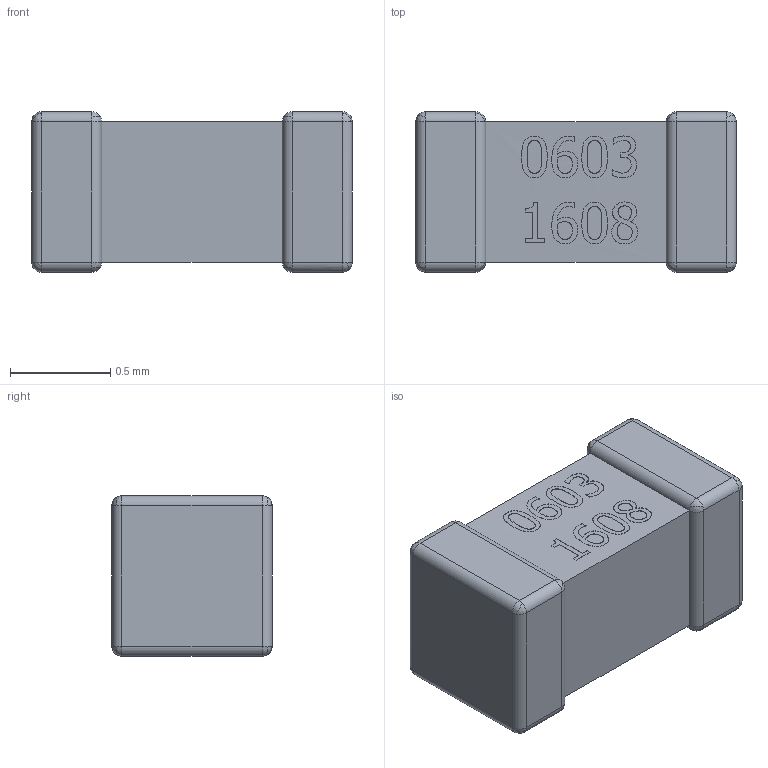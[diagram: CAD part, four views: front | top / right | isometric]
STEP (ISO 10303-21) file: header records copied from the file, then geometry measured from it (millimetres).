
FILE_DESCRIPTION(('FreeCAD Model'),'2;1');
FILE_NAME( 'C0603.step', '2015-12-17T22:34:10',('Author'),(''), 'Open CASCADE STEP processor 6.8','FreeCAD','Unknown');
FILE_SCHEMA(('AUTOMOTIVE_DESIGN_CC2 { 1 2 10303 214 -1 1 5 4 }'));
Length unit declared in the file: millimetre
Products named in the file (2): ASSEMBLY; User_Library-CapCeramic_Kemet_0603_1608
Assembly tree (1 placements, depth 2):
  ASSEMBLY
    User_Library-CapCeramic_Kemet_0603_1608
Bounding box: 1.6 x 0.8 x 0.8 mm (x, y, z)
Volume: 0.9 mm3; surface area: 6 mm2
Topology: 1 solids, 1 shells, 221 faces, 574 edges, 338 vertices
Faces by surface type: bspline 145, plane 52, cylinder 24
Entity records: 31028 total; most frequent: CARTESIAN_POINT 20910, B_SPLINE_CURVE_WITH_KNOTS 1121, ORIENTED_EDGE 1084, PCURVE 1084, DEFINITIONAL_REPRESENTATION 1084, DIRECTION 773, EDGE_CURVE 542, SURFACE_CURVE 542
